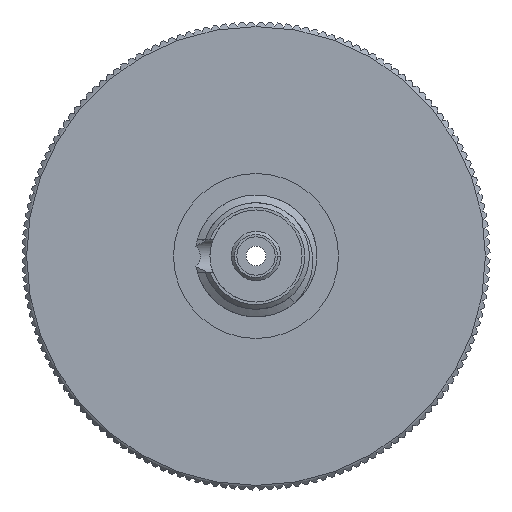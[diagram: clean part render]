
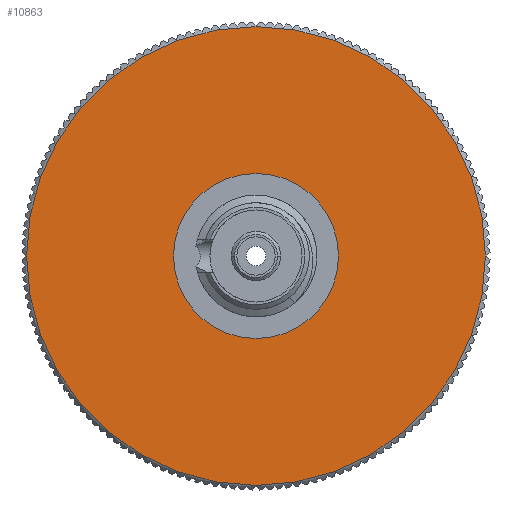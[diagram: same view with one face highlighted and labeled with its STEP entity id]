
A CAD part, front view. The second image highlights one B-rep face of the part: STEP entity #10863.
In plain terms, the highlighted planar face has unit normal (0, -1, 0).
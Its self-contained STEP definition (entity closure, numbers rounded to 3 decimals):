
#1=CARTESIAN_POINT('',(0.,0.,0.));
#2=DIRECTION('',(0.,-1.,0.));
#3=DIRECTION('',(-1.,0.,0.));
#4=AXIS2_PLACEMENT_3D('',#1,#2,#3);
#6=CARTESIAN_POINT('',(0.,0.,0.));
#7=DIRECTION('',(0.,-1.,0.));
#8=DIRECTION('',(1.,0.,0.));
#9=AXIS2_PLACEMENT_3D('',#6,#7,#8);
#11=CARTESIAN_POINT('',(0.,0.,0.));
#12=DIRECTION('',(0.,1.,0.));
#13=DIRECTION('',(-1.,0.,0.));
#14=AXIS2_PLACEMENT_3D('',#11,#12,#13);
#16=CARTESIAN_POINT('',(0.,0.,0.));
#17=DIRECTION('',(0.,1.,0.));
#18=DIRECTION('',(1.,0.,0.));
#19=AXIS2_PLACEMENT_3D('',#16,#17,#18);
#9098=CARTESIAN_POINT('',(-14.95,0.,0.));
#9099=CARTESIAN_POINT('',(14.95,0.,0.));
#9100=VERTEX_POINT('',#9098);
#9101=VERTEX_POINT('',#9099);
#10830=CARTESIAN_POINT('',(-4.7,0.,0.));
#10831=CARTESIAN_POINT('',(4.7,0.,0.));
#10832=VERTEX_POINT('',#10830);
#10833=VERTEX_POINT('',#10831);
#10846=CARTESIAN_POINT('',(0.,0.,0.));
#10847=DIRECTION('',(0.,1.,0.));
#10848=DIRECTION('',(1.,0.,0.));
#10849=AXIS2_PLACEMENT_3D('',#10846,#10847,#10848);
#10850=PLANE('',#10849);
#10852=ORIENTED_EDGE('',*,*,#10851,.F.);
#10854=ORIENTED_EDGE('',*,*,#10853,.F.);
#10855=EDGE_LOOP('',(#10852,#10854));
#10856=FACE_OUTER_BOUND('',#10855,.F.);
#10858=ORIENTED_EDGE('',*,*,#10857,.F.);
#10860=ORIENTED_EDGE('',*,*,#10859,.F.);
#10861=EDGE_LOOP('',(#10858,#10860));
#10862=FACE_BOUND('',#10861,.F.);
#10863=ADVANCED_FACE('',(#10856,#10862),#10850,.F.);
#5=CIRCLE('',#4,14.95);
#10=CIRCLE('',#9,14.95);
#15=CIRCLE('',#14,4.7);
#20=CIRCLE('',#19,4.7);
#10851=EDGE_CURVE('',#9100,#9101,#5,.T.);
#10853=EDGE_CURVE('',#9101,#9100,#10,.T.);
#10857=EDGE_CURVE('',#10832,#10833,#15,.T.);
#10859=EDGE_CURVE('',#10833,#10832,#20,.T.);
